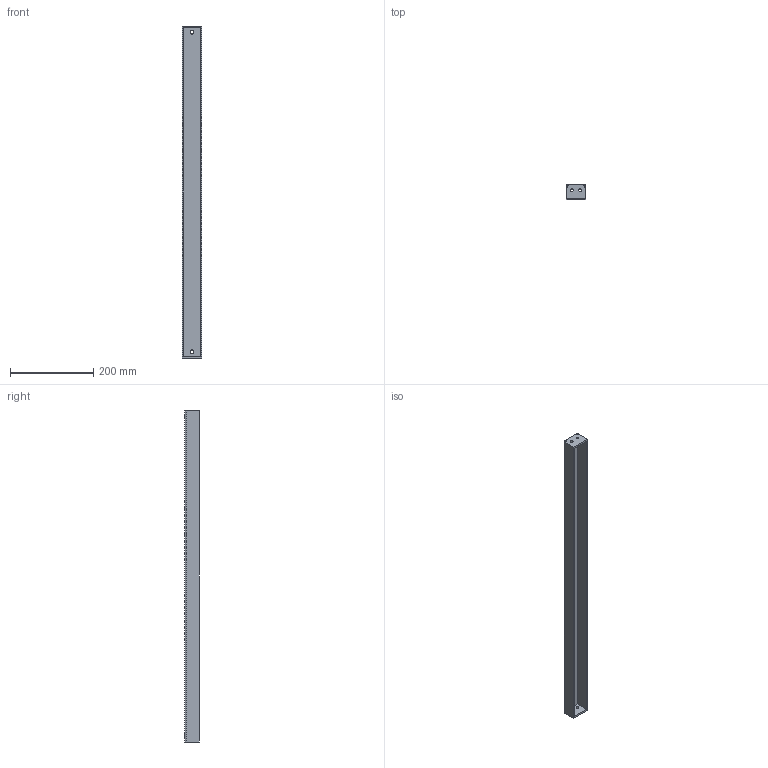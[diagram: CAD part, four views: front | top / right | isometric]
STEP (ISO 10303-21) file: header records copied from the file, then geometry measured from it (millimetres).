
FILE_DESCRIPTION (( 'STEP AP203' ), '1' );
FILE_NAME ('NX75-SP-NX-80-800.STEP', '2022-10-20T14:12:38', ( '' ), ( '' ), 'SwSTEP 2.0', 'SolidWorks 2020', '' );
FILE_SCHEMA (( 'CONFIG_CONTROL_DESIGN' ));
Length unit declared in the file: millimetre
Products named in the file (1): NX75-SP-NX-80-800
Bounding box: 48 x 35 x 800 mm (x, y, z)
Volume: 293287.4 mm3; surface area: 186390 mm2
Topology: 1 solids, 1 shells, 31 faces, 96 edges, 64 vertices
Faces by surface type: cylinder 16, plane 15
Entity records: 1199 total; most frequent: CARTESIAN_POINT 192, ORIENTED_EDGE 192, DIRECTION 192, EDGE_CURVE 96, VERTEX_POINT 64, LINE 64, VECTOR 64, AXIS2_PLACEMENT_3D 64
